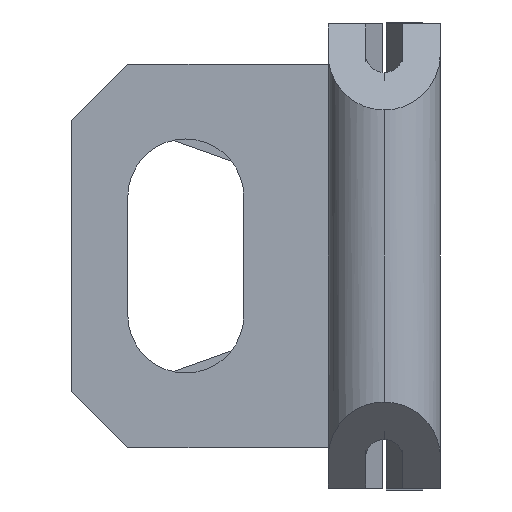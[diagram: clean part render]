
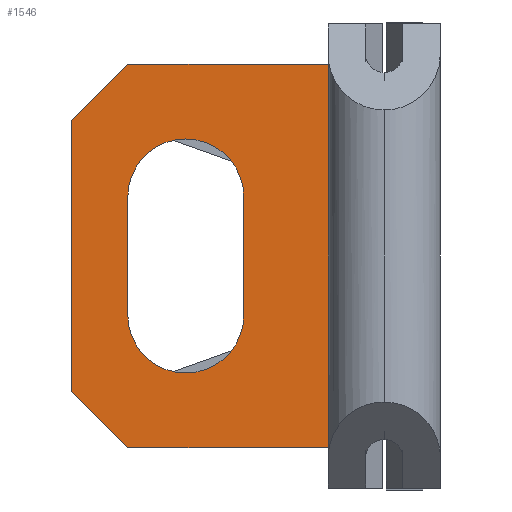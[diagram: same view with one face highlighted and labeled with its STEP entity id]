
A CAD part, left-side view. The second image highlights one B-rep face of the part: STEP entity #1546.
In plain terms, the highlighted planar face has unit normal (-1, 0, 0).
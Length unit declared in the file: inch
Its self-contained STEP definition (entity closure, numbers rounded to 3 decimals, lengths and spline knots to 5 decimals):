
#4 = EDGE_LOOP ( 'NONE', ( #4623, #1525, #104, #2687, #4123, #4331 ) ) ;
#89 = VECTOR ( 'NONE', #2413, 39.37008 ) ;
#91 = CARTESIAN_POINT ( 'NONE',  ( 0.86, 0.106, 0.0315 ) ) ;
#104 = ORIENTED_EDGE ( 'NONE', *, *, #4106, .F. ) ;
#177 = CARTESIAN_POINT ( 'NONE',  ( 0.86, 0.14125, 0.09825 ) ) ;
#220 = CARTESIAN_POINT ( 'NONE',  ( 0.86, 0.075, 0.124 ) ) ;
#273 = CIRCLE ( 'NONE', #2872, 0.031 ) ;
#362 = ORIENTED_EDGE ( 'NONE', *, *, #2063, .T. ) ;
#431 = DIRECTION ( 'NONE',  ( 0., -0.707, -0.707 ) ) ;
#482 = ORIENTED_EDGE ( 'NONE', *, *, #5566, .T. ) ;
#552 = DIRECTION ( 'NONE',  ( 0., 0., -1. ) ) ;
#558 = DIRECTION ( 'NONE',  ( 0., 0., -1. ) ) ;
#710 = LINE ( 'NONE', #896, #2932 ) ;
#887 = LINE ( 'NONE', #177, #3392 ) ;
#896 = CARTESIAN_POINT ( 'NONE',  ( 0.86, 0.137, 0.124 ) ) ;
#902 = AXIS2_PLACEMENT_3D ( 'NONE', #3231, #3050, #3030 ) ;
#1082 = FACE_BOUND ( 'NONE', #4462, .T. ) ;
#1161 = CARTESIAN_POINT ( 'NONE',  ( 0.86, 0.106, -0.0315 ) ) ;
#1319 = CIRCLE ( 'NONE', #2290, 0.031 ) ;
#1336 = EDGE_CURVE ( 'NONE', #3984, #4657, #4143, .T. ) ;
#1525 = ORIENTED_EDGE ( 'NONE', *, *, #1336, .T. ) ;
#1546 = ADVANCED_FACE ( 'NONE', ( #1082, #5375 ), #3179, .F. ) ;
#1612 = DIRECTION ( 'NONE',  ( 0., 0., -1. ) ) ;
#1879 = LINE ( 'NONE', #4613, #4112 ) ;
#1966 = CARTESIAN_POINT ( 'NONE',  ( 0.86, 0.026, 0.1025 ) ) ;
#2015 = VERTEX_POINT ( 'NONE', #1966 ) ;
#2038 = CARTESIAN_POINT ( 'NONE',  ( 0.86, 0.137, 0.1025 ) ) ;
#2063 = EDGE_CURVE ( 'NONE', #4459, #4377, #4799, .T. ) ;
#2202 = CARTESIAN_POINT ( 'NONE',  ( 0.86, 0.106, -0.0315 ) ) ;
#2290 = AXIS2_PLACEMENT_3D ( 'NONE', #1161, #4270, #1612 ) ;
#2309 = VERTEX_POINT ( 'NONE', #5283 ) ;
#2413 = DIRECTION ( 'NONE',  ( 0., 0., -1. ) ) ;
#2520 = ORIENTED_EDGE ( 'NONE', *, *, #4342, .T. ) ;
#2657 = DIRECTION ( 'NONE',  ( 0., 0., -1. ) ) ;
#2670 = CARTESIAN_POINT ( 'NONE',  ( 0.86, 0.137, -0.1025 ) ) ;
#2687 = ORIENTED_EDGE ( 'NONE', *, *, #4583, .T. ) ;
#2846 = CARTESIAN_POINT ( 'NONE',  ( 0.86, 0.167, -0.0725 ) ) ;
#2872 = AXIS2_PLACEMENT_3D ( 'NONE', #91, #3204, #552 ) ;
#2908 = LINE ( 'NONE', #5351, #3034 ) ;
#2932 = VECTOR ( 'NONE', #3128, 39.37008 ) ;
#2978 = VERTEX_POINT ( 'NONE', #4800 ) ;
#3030 = DIRECTION ( 'NONE',  ( 0., 0., -1. ) ) ;
#3034 = VECTOR ( 'NONE', #3122, 39.37008 ) ;
#3050 = DIRECTION ( 'NONE',  ( 1., 0., 0. ) ) ;
#3071 = EDGE_CURVE ( 'NONE', #2309, #4862, #710, .T. ) ;
#3085 = ORIENTED_EDGE ( 'NONE', *, *, #4682, .T. ) ;
#3122 = DIRECTION ( 'NONE',  ( 0., 0., -1. ) ) ;
#3128 = DIRECTION ( 'NONE',  ( 0., 0., 1. ) ) ;
#3179 = PLANE ( 'NONE',  #902 ) ;
#3196 = CARTESIAN_POINT ( 'NONE',  ( 0.86, 0.075, 0.0315 ) ) ;
#3204 = DIRECTION ( 'NONE',  ( 1., 0., 0. ) ) ;
#3231 = CARTESIAN_POINT ( 'NONE',  ( 0.86, 0.167, 0.124 ) ) ;
#3270 = VECTOR ( 'NONE', #558, 39.37008 ) ;
#3283 = CIRCLE ( 'NONE', #5183, 0.031 ) ;
#3290 = DIRECTION ( 'NONE',  ( 0., 0.707, -0.707 ) ) ;
#3333 = VECTOR ( 'NONE', #431, 39.37008 ) ;
#3392 = VECTOR ( 'NONE', #3290, 39.37008 ) ;
#3508 = CARTESIAN_POINT ( 'NONE',  ( 0.86, 0.26525, 0.02575 ) ) ;
#3888 = VERTEX_POINT ( 'NONE', #4395 ) ;
#3984 = VERTEX_POINT ( 'NONE', #2670 ) ;
#4106 = EDGE_CURVE ( 'NONE', #2015, #4657, #5614, .T. ) ;
#4111 = CARTESIAN_POINT ( 'NONE',  ( 0.86, 0.026, 0.124 ) ) ;
#4112 = VECTOR ( 'NONE', #5043, 39.37008 ) ;
#4123 = ORIENTED_EDGE ( 'NONE', *, *, #5658, .T. ) ;
#4143 = LINE ( 'NONE', #5618, #4278 ) ;
#4270 = DIRECTION ( 'NONE',  ( 1., 0., 0. ) ) ;
#4278 = VECTOR ( 'NONE', #5677, 39.37008 ) ;
#4331 = ORIENTED_EDGE ( 'NONE', *, *, #5487, .T. ) ;
#4342 = EDGE_CURVE ( 'NONE', #4377, #3888, #3283, .T. ) ;
#4377 = VERTEX_POINT ( 'NONE', #5342 ) ;
#4395 = CARTESIAN_POINT ( 'NONE',  ( 0.86, 0.106, -0.0625 ) ) ;
#4459 = VERTEX_POINT ( 'NONE', #3196 ) ;
#4462 = EDGE_LOOP ( 'NONE', ( #5629, #482, #362, #2520, #3085 ) ) ;
#4583 = EDGE_CURVE ( 'NONE', #2015, #5181, #1879, .T. ) ;
#4595 = VERTEX_POINT ( 'NONE', #2846 ) ;
#4613 = CARTESIAN_POINT ( 'NONE',  ( 0.86, 0.167, 0.1025 ) ) ;
#4623 = ORIENTED_EDGE ( 'NONE', *, *, #5418, .T. ) ;
#4657 = VERTEX_POINT ( 'NONE', #5102 ) ;
#4682 = EDGE_CURVE ( 'NONE', #3888, #2309, #1319, .T. ) ;
#4799 = LINE ( 'NONE', #220, #89 ) ;
#4800 = CARTESIAN_POINT ( 'NONE',  ( 0.86, 0.167, 0.0725 ) ) ;
#4816 = CARTESIAN_POINT ( 'NONE',  ( 0.86, 0.137, 0.0315 ) ) ;
#4862 = VERTEX_POINT ( 'NONE', #4816 ) ;
#5043 = DIRECTION ( 'NONE',  ( 0., 1., 0. ) ) ;
#5102 = CARTESIAN_POINT ( 'NONE',  ( 0.86, 0.026, -0.1025 ) ) ;
#5181 = VERTEX_POINT ( 'NONE', #2038 ) ;
#5183 = AXIS2_PLACEMENT_3D ( 'NONE', #2202, #5317, #2657 ) ;
#5283 = CARTESIAN_POINT ( 'NONE',  ( 0.86, 0.137, -0.0315 ) ) ;
#5317 = DIRECTION ( 'NONE',  ( 1., 0., 0. ) ) ;
#5342 = CARTESIAN_POINT ( 'NONE',  ( 0.86, 0.075, -0.0315 ) ) ;
#5351 = CARTESIAN_POINT ( 'NONE',  ( 0.86, 0.167, 0.124 ) ) ;
#5375 = FACE_OUTER_BOUND ( 'NONE', #4, .T. ) ;
#5418 = EDGE_CURVE ( 'NONE', #4595, #3984, #5680, .T. ) ;
#5487 = EDGE_CURVE ( 'NONE', #2978, #4595, #2908, .T. ) ;
#5566 = EDGE_CURVE ( 'NONE', #4862, #4459, #273, .T. ) ;
#5614 = LINE ( 'NONE', #4111, #3270 ) ;
#5618 = CARTESIAN_POINT ( 'NONE',  ( 0.86, 0.167, -0.1025 ) ) ;
#5629 = ORIENTED_EDGE ( 'NONE', *, *, #3071, .T. ) ;
#5658 = EDGE_CURVE ( 'NONE', #5181, #2978, #887, .T. ) ;
#5677 = DIRECTION ( 'NONE',  ( 0., -1., 0. ) ) ;
#5680 = LINE ( 'NONE', #3508, #3333 ) ;
